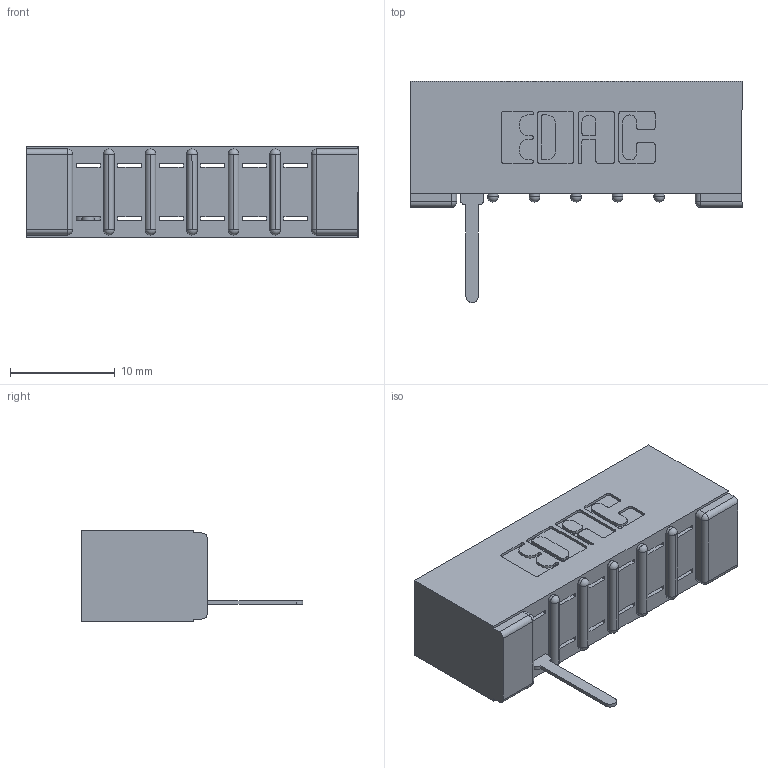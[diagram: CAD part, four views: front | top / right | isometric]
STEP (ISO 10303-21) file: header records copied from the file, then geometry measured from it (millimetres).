
FILE_DESCRIPTION (( 'STEP AP203' ), '1' );
FILE_NAME ('307-006-527-101.STEP', '2018-08-02T18:48:13', ( '' ), ( '' ), 'SwSTEP 2.0', 'SolidWorks 2016', '' );
FILE_SCHEMA (( 'CONFIG_CONTROL_DESIGN' ));
Length unit declared in the file: inch
Products named in the file (3): 307 Part_No Mounting Lugs; 307-290-001_527; 307-006-527-101
Assembly tree (2 placements, depth 2):
  307-006-527-101
    307 Part_No Mounting Lugs
    307-290-001_527
Bounding box: 31.65 x 21.11 x 8.71 mm (x, y, z)
Volume: 2164.8 mm3; surface area: 2630.4 mm2
Topology: 2 solids, 2 shells, 273 faces, 781 edges, 498 vertices
Faces by surface type: plane 163, cylinder 96, sphere 14
Entity records: 9112 total; most frequent: CARTESIAN_POINT 1543, ORIENTED_EDGE 1534, DIRECTION 1515, EDGE_CURVE 767, VECTOR 575, LINE 575, VERTEX_POINT 498, AXIS2_PLACEMENT_3D 470
